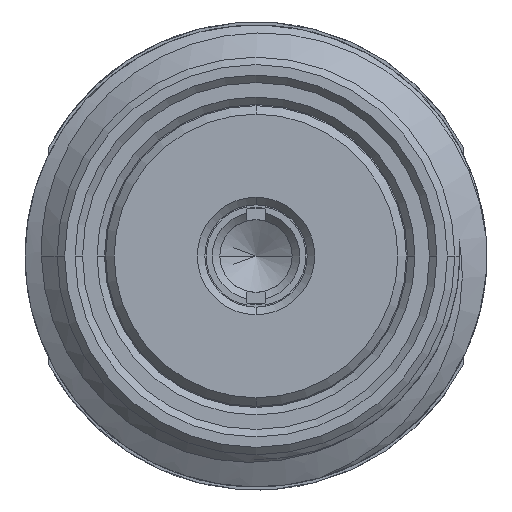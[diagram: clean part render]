
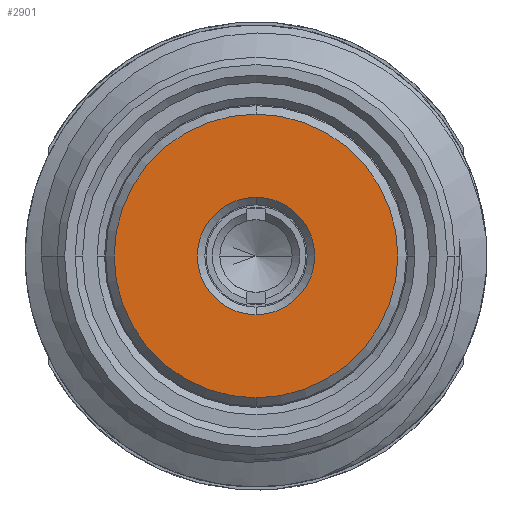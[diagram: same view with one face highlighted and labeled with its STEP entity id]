
A CAD part, left-side view. The second image highlights one B-rep face of the part: STEP entity #2901.
In plain terms, the highlighted planar face has unit normal (-1, 0, 0).
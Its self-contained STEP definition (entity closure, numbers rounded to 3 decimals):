
#119=CARTESIAN_POINT('',(2.11,0.,0.));
#120=DIRECTION('',(1.,0.,0.));
#121=DIRECTION('',(0.,0.,1.));
#122=AXIS2_PLACEMENT_3D('',#119,#120,#121);
#137=CARTESIAN_POINT('',(2.11,0.,0.));
#138=DIRECTION('',(1.,0.,0.));
#139=DIRECTION('',(0.,0.,-1.));
#140=AXIS2_PLACEMENT_3D('',#137,#138,#139);
#147=CARTESIAN_POINT('',(2.11,0.,0.));
#148=DIRECTION('',(-1.,0.,0.));
#149=DIRECTION('',(0.,0.,1.));
#150=AXIS2_PLACEMENT_3D('',#147,#148,#149);
#165=CARTESIAN_POINT('',(2.11,0.,0.));
#166=DIRECTION('',(-1.,0.,0.));
#167=DIRECTION('',(0.,0.,-1.));
#168=AXIS2_PLACEMENT_3D('',#165,#166,#167);
#2542=CARTESIAN_POINT('',(2.11,0.,-1.901));
#2543=CARTESIAN_POINT('',(2.11,0.,1.901));
#2544=VERTEX_POINT('',#2542);
#2545=VERTEX_POINT('',#2543);
#2558=CARTESIAN_POINT('',(2.11,0.,-0.787));
#2559=CARTESIAN_POINT('',(2.11,0.,0.787));
#2560=VERTEX_POINT('',#2558);
#2561=VERTEX_POINT('',#2559);
#2885=CARTESIAN_POINT('',(2.11,0.,0.));
#2886=DIRECTION('',(1.,0.,0.));
#2887=DIRECTION('',(0.,0.,-1.));
#2888=AXIS2_PLACEMENT_3D('',#2885,#2886,#2887);
#2889=PLANE('',#2888);
#2891=ORIENTED_EDGE('',*,*,#2890,.T.);
#2892=ORIENTED_EDGE('',*,*,#2875,.T.);
#2893=EDGE_LOOP('',(#2891,#2892));
#2894=FACE_OUTER_BOUND('',#2893,.F.);
#2896=ORIENTED_EDGE('',*,*,#2895,.T.);
#2898=ORIENTED_EDGE('',*,*,#2897,.T.);
#2899=EDGE_LOOP('',(#2896,#2898));
#2900=FACE_BOUND('',#2899,.F.);
#2901=ADVANCED_FACE('',(#2894,#2900),#2889,.F.);
#123=CIRCLE('',#122,1.901);
#141=CIRCLE('',#140,1.901);
#151=CIRCLE('',#150,0.787);
#169=CIRCLE('',#168,0.787);
#2875=EDGE_CURVE('',#2545,#2544,#123,.T.);
#2890=EDGE_CURVE('',#2544,#2545,#141,.T.);
#2895=EDGE_CURVE('',#2561,#2560,#151,.T.);
#2897=EDGE_CURVE('',#2560,#2561,#169,.T.);
